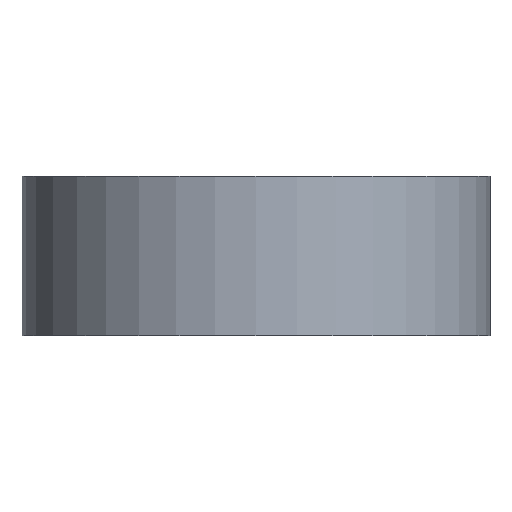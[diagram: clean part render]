
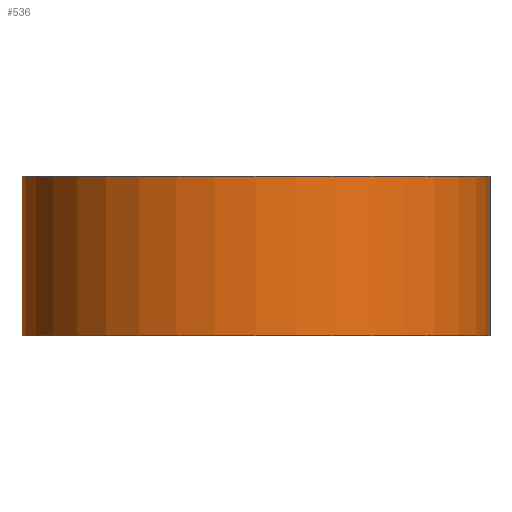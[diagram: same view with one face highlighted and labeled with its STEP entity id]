
A CAD part, front view. The second image highlights one B-rep face of the part: STEP entity #536.
In plain terms, the highlighted cylindrical face has radius 18.682 mm (diameter 37.363 mm), a partial arc.
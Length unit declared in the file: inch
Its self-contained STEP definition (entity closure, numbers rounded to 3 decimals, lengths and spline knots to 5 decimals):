
#3 = DIRECTION ( 'NONE',  ( -1., 0., 0. ) ) ;
#27 = ORIENTED_EDGE ( 'NONE', *, *, #240, .T. ) ;
#37 = CARTESIAN_POINT ( 'NONE',  ( 0.6875, -1.812, -0.25 ) ) ;
#41 = FACE_OUTER_BOUND ( 'NONE', #349, .T. ) ;
#43 = DIRECTION ( 'NONE',  ( 0., 0., -1. ) ) ;
#67 = AXIS2_PLACEMENT_3D ( 'NONE', #37, #43, #551 ) ;
#72 = EDGE_CURVE ( 'NONE', #237, #313, #94, .T. ) ;
#94 = LINE ( 'NONE', #117, #163 ) ;
#101 = CIRCLE ( 'NONE', #317, 0.7355 ) ;
#104 = EDGE_CURVE ( 'NONE', #313, #364, #122, .T. ) ;
#117 = CARTESIAN_POINT ( 'NONE',  ( 0.6875, -1.0765, 0.25 ) ) ;
#122 = CIRCLE ( 'NONE', #67, 0.7355 ) ;
#150 = LINE ( 'NONE', #436, #203 ) ;
#163 = VECTOR ( 'NONE', #181, 39.37008 ) ;
#181 = DIRECTION ( 'NONE',  ( 0., 0., -1. ) ) ;
#203 = VECTOR ( 'NONE', #222, 39.37008 ) ;
#213 = ORIENTED_EDGE ( 'NONE', *, *, #104, .F. ) ;
#222 = DIRECTION ( 'NONE',  ( 0., 0., -1. ) ) ;
#237 = VERTEX_POINT ( 'NONE', #360 ) ;
#239 = VERTEX_POINT ( 'NONE', #363 ) ;
#240 = EDGE_CURVE ( 'NONE', #237, #239, #101, .T. ) ;
#298 = ORIENTED_EDGE ( 'NONE', *, *, #72, .F. ) ;
#313 = VERTEX_POINT ( 'NONE', #389 ) ;
#317 = AXIS2_PLACEMENT_3D ( 'NONE', #489, #530, #531 ) ;
#349 = EDGE_LOOP ( 'NONE', ( #213, #298, #27, #454 ) ) ;
#360 = CARTESIAN_POINT ( 'NONE',  ( 0.6875, -1.0765, 0.25 ) ) ;
#363 = CARTESIAN_POINT ( 'NONE',  ( -0.048, -1.812, 0.25 ) ) ;
#364 = VERTEX_POINT ( 'NONE', #413 ) ;
#377 = AXIS2_PLACEMENT_3D ( 'NONE', #385, #519, #3 ) ;
#385 = CARTESIAN_POINT ( 'NONE',  ( 0.6875, -1.812, 0.25 ) ) ;
#389 = CARTESIAN_POINT ( 'NONE',  ( 0.6875, -1.0765, -0.25 ) ) ;
#413 = CARTESIAN_POINT ( 'NONE',  ( -0.048, -1.812, -0.25 ) ) ;
#436 = CARTESIAN_POINT ( 'NONE',  ( -0.048, -1.812, 0.25 ) ) ;
#454 = ORIENTED_EDGE ( 'NONE', *, *, #503, .T. ) ;
#489 = CARTESIAN_POINT ( 'NONE',  ( 0.6875, -1.812, 0.25 ) ) ;
#503 = EDGE_CURVE ( 'NONE', #239, #364, #150, .T. ) ;
#519 = DIRECTION ( 'NONE',  ( 0., 0., -1. ) ) ;
#521 = CYLINDRICAL_SURFACE ( 'NONE', #377, 0.7355 ) ;
#530 = DIRECTION ( 'NONE',  ( 0., 0., -1. ) ) ;
#531 = DIRECTION ( 'NONE',  ( 1., 0., 0. ) ) ;
#536 = ADVANCED_FACE ( 'NONE', ( #41 ), #521, .T. ) ;
#551 = DIRECTION ( 'NONE',  ( 1., 0., 0. ) ) ;
